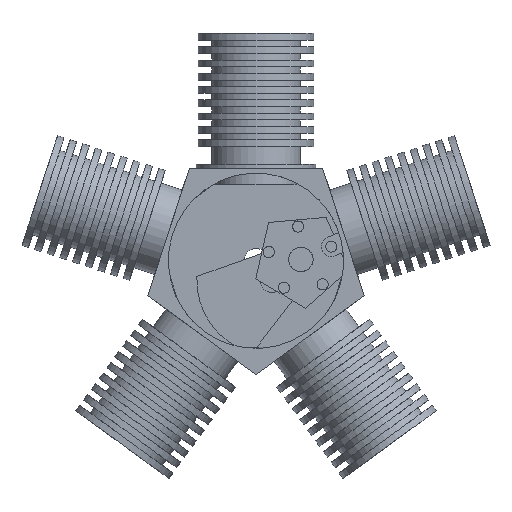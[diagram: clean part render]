
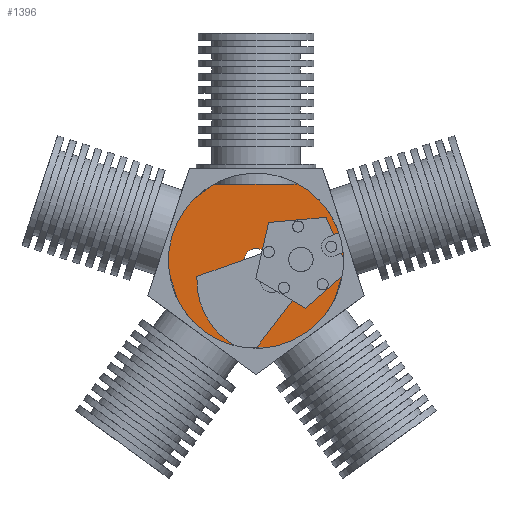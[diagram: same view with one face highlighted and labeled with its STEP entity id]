
A CAD part, front view. The second image highlights one B-rep face of the part: STEP entity #1396.
In plain terms, the highlighted planar face has unit normal (0, -1, 0).
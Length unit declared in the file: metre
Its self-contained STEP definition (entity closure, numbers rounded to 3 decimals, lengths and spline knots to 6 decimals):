
#304=ORIENTED_EDGE('',*,*,#598,.F.);
#305=ORIENTED_EDGE('',*,*,#588,.T.);
#588=EDGE_CURVE('',#743,#743,#852,.T.);
#598=EDGE_CURVE('',#748,#748,#858,.T.);
#743=VERTEX_POINT('',#2872);
#748=VERTEX_POINT('',#2891);
#852=CIRCLE('',#1581,0.79);
#858=CIRCLE('',#1591,0.11);
#968=EDGE_LOOP('',(#304));
#969=EDGE_LOOP('',(#305));
#1163=FACE_BOUND('',#968,.T.);
#1164=FACE_BOUND('',#969,.T.);
#1334=PLANE('',#1590);
#1396=ADVANCED_FACE('',(#1163,#1164),#1334,.T.);
#1581=AXIS2_PLACEMENT_3D('',#2871,#1831,#1832);
#1590=AXIS2_PLACEMENT_3D('',#2889,#1853,#1854);
#1591=AXIS2_PLACEMENT_3D('',#2890,#1855,#1856);
#1831=DIRECTION('',(0.,-1.,0.));
#1832=DIRECTION('',(0.588,0.,0.809));
#1853=DIRECTION('',(0.,-1.,0.));
#1854=DIRECTION('',(-0.809,0.,0.588));
#1855=DIRECTION('',(0.,-1.,0.));
#1856=DIRECTION('',(0.588,0.,0.809));
#2871=CARTESIAN_POINT('',(0.,0.,0.));
#2872=CARTESIAN_POINT('',(0.46435,0.,0.639123));
#2889=CARTESIAN_POINT('',(0.057584,0.,0.079258));
#2890=CARTESIAN_POINT('',(0.,0.,0.));
#2891=CARTESIAN_POINT('',(0.064656,0.,0.088992));
